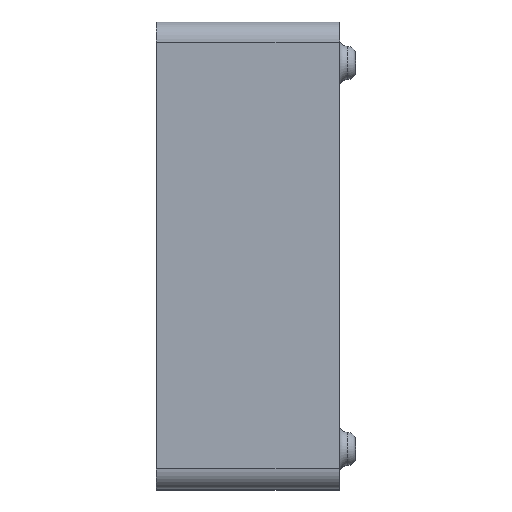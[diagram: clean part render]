
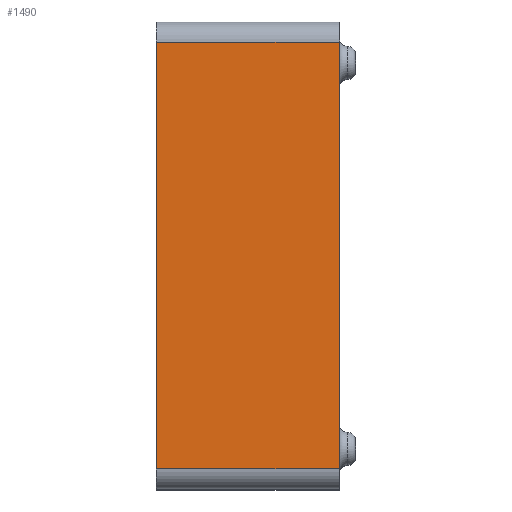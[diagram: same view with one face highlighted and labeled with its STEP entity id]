
A CAD part, top view. The second image highlights one B-rep face of the part: STEP entity #1490.
In plain terms, the highlighted planar face has unit normal (0, 0, 1).
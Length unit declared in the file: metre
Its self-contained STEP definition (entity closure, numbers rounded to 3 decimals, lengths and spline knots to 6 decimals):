
#262=ORIENTED_EDGE('',*,*,#640,.T.);
#263=ORIENTED_EDGE('',*,*,#686,.T.);
#264=ORIENTED_EDGE('',*,*,#671,.F.);
#265=ORIENTED_EDGE('',*,*,#687,.T.);
#640=EDGE_CURVE('',#855,#854,#988,.T.);
#671=EDGE_CURVE('',#884,#885,#1002,.T.);
#686=EDGE_CURVE('',#854,#885,#1013,.F.);
#687=EDGE_CURVE('',#884,#855,#1014,.T.);
#854=VERTEX_POINT('',#2302);
#855=VERTEX_POINT('',#2304);
#884=VERTEX_POINT('',#2371);
#885=VERTEX_POINT('',#2373);
#988=LINE('',#2303,#1100);
#1002=LINE('',#2372,#1114);
#1013=LINE('',#2401,#1125);
#1014=LINE('',#2402,#1126);
#1100=VECTOR('',#1817,1.);
#1114=VECTOR('',#1871,1.);
#1125=VECTOR('',#1896,1.);
#1126=VECTOR('',#1897,1.);
#1209=EDGE_LOOP('',(#262,#263,#264,#265));
#1337=FACE_BOUND('',#1209,.T.);
#1450=PLANE('',#1629);
#1490=ADVANCED_FACE('',(#1337),#1450,.F.);
#1629=AXIS2_PLACEMENT_3D('',#2400,#1894,#1895);
#1817=DIRECTION('',(0.,-1.,0.));
#1871=DIRECTION('',(0.,-1.,0.));
#1894=DIRECTION('',(0.,0.,-1.));
#1895=DIRECTION('',(0.,1.,0.));
#1896=DIRECTION('',(-1.,0.,0.));
#1897=DIRECTION('',(-1.,0.,0.));
#2302=CARTESIAN_POINT('',(0.0355,-0.0525,0.056));
#2303=CARTESIAN_POINT('',(0.0355,0.,0.056));
#2304=CARTESIAN_POINT('',(0.0355,0.0525,0.056));
#2371=CARTESIAN_POINT('',(0.0805,0.0525,0.056));
#2372=CARTESIAN_POINT('',(0.0805,0.,0.056));
#2373=CARTESIAN_POINT('',(0.0805,-0.0525,0.056));
#2400=CARTESIAN_POINT('',(0.0605,0.,0.056));
#2401=CARTESIAN_POINT('',(0.0605,-0.0525,0.056));
#2402=CARTESIAN_POINT('',(0.0355,0.0525,0.056));
